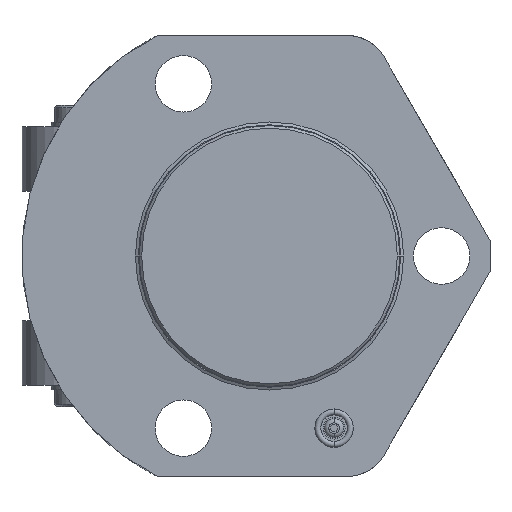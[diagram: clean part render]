
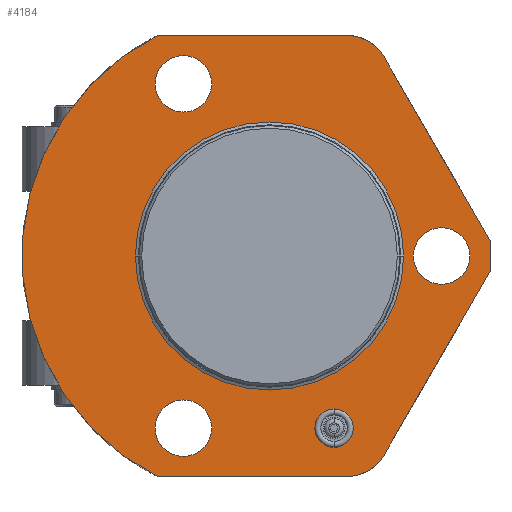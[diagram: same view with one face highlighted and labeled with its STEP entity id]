
A CAD part, front view. The second image highlights one B-rep face of the part: STEP entity #4184.
In plain terms, the highlighted planar face has unit normal (0, -1, 0).
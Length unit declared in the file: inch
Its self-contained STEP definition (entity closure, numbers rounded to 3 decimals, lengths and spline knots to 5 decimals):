
#486=CARTESIAN_POINT('',(0.,0.,0.));
#487=DIRECTION('',(0.,-1.,0.));
#488=DIRECTION('',(-0.453,0.,0.891));
#489=AXIS2_PLACEMENT_3D('',#486,#487,#488);
#750=CARTESIAN_POINT('',(0.,0.,0.));
#751=DIRECTION('',(0.,1.,0.));
#752=DIRECTION('',(1.,0.,0.));
#753=AXIS2_PLACEMENT_3D('',#750,#751,#752);
#755=CARTESIAN_POINT('',(0.,0.,0.));
#756=DIRECTION('',(0.,1.,0.));
#757=DIRECTION('',(-1.,0.,0.));
#758=AXIS2_PLACEMENT_3D('',#755,#756,#757);
#760=CARTESIAN_POINT('',(2.,0.,0.));
#761=DIRECTION('',(0.,-1.,0.));
#762=DIRECTION('',(1.,0.,0.));
#763=AXIS2_PLACEMENT_3D('',#760,#761,#762);
#765=CARTESIAN_POINT('',(2.,0.,0.));
#766=DIRECTION('',(0.,-1.,0.));
#767=DIRECTION('',(-1.,0.,0.));
#768=AXIS2_PLACEMENT_3D('',#765,#766,#767);
#770=CARTESIAN_POINT('',(-1.,0.,2.));
#771=DIRECTION('',(0.,-1.,0.));
#772=DIRECTION('',(1.,0.,0.));
#773=AXIS2_PLACEMENT_3D('',#770,#771,#772);
#775=CARTESIAN_POINT('',(-1.,0.,2.));
#776=DIRECTION('',(0.,-1.,0.));
#777=DIRECTION('',(-1.,0.,0.));
#778=AXIS2_PLACEMENT_3D('',#775,#776,#777);
#780=CARTESIAN_POINT('',(-1.,0.,-2.));
#781=DIRECTION('',(0.,-1.,0.));
#782=DIRECTION('',(1.,0.,0.));
#783=AXIS2_PLACEMENT_3D('',#780,#781,#782);
#785=CARTESIAN_POINT('',(-1.,0.,-2.));
#786=DIRECTION('',(0.,-1.,0.));
#787=DIRECTION('',(-1.,0.,0.));
#788=AXIS2_PLACEMENT_3D('',#785,#786,#787);
#790=CARTESIAN_POINT('',(0.75,0.,-2.));
#791=DIRECTION('',(0.,-1.,0.));
#792=DIRECTION('',(-1.,0.,0.));
#793=AXIS2_PLACEMENT_3D('',#790,#791,#792);
#795=CARTESIAN_POINT('',(0.75,0.,-2.));
#796=DIRECTION('',(0.,-1.,0.));
#797=DIRECTION('',(1.,0.,0.));
#798=AXIS2_PLACEMENT_3D('',#795,#796,#797);
#800=DIRECTION('',(-0.5,0.,0.866));
#801=VECTOR('',#800,2.46132);
#802=CARTESIAN_POINT('',(2.562,0.,0.18093));
#803=LINE('',#802,#801);
#804=DIRECTION('',(0.,0.,1.));
#805=VECTOR('',#804,0.36186);
#806=CARTESIAN_POINT('',(2.562,0.,-0.18093));
#807=LINE('',#806,#805);
#808=DIRECTION('',(0.5,0.,0.866));
#809=VECTOR('',#808,2.46132);
#810=CARTESIAN_POINT('',(1.33134,0.,-2.3125));
#811=LINE('',#810,#809);
#812=DIRECTION('',(1.,0.,0.));
#813=VECTOR('',#812,2.20187);
#814=CARTESIAN_POINT('',(-1.30354,0.,-2.5625));
#815=LINE('',#814,#813);
#816=DIRECTION('',(1.,0.,0.));
#817=VECTOR('',#816,2.20187);
#818=CARTESIAN_POINT('',(-1.30354,0.,2.5625));
#819=LINE('',#818,#817);
#1183=CARTESIAN_POINT('',(0.89832,0.,-2.0625));
#1184=DIRECTION('',(0.,-1.,0.));
#1185=DIRECTION('',(0.,0.,-1.));
#1186=AXIS2_PLACEMENT_3D('',#1183,#1184,#1185);
#1340=CARTESIAN_POINT('',(0.89832,0.,2.0625));
#1341=DIRECTION('',(0.,-1.,0.));
#1342=DIRECTION('',(0.866,0.,0.5));
#1343=AXIS2_PLACEMENT_3D('',#1340,#1341,#1342);
#2567=CARTESIAN_POINT('',(-1.30354,0.,2.5625));
#2568=CARTESIAN_POINT('',(-1.30354,0.,-2.5625));
#2569=VERTEX_POINT('',#2567);
#2570=VERTEX_POINT('',#2568);
#2571=CARTESIAN_POINT('',(2.562,0.,-0.18093));
#2572=CARTESIAN_POINT('',(2.562,0.,0.18093));
#2573=VERTEX_POINT('',#2571);
#2574=VERTEX_POINT('',#2572);
#2575=CARTESIAN_POINT('',(2.328,0.,0.));
#2576=CARTESIAN_POINT('',(1.672,0.,0.));
#2577=VERTEX_POINT('',#2575);
#2578=VERTEX_POINT('',#2576);
#2591=CARTESIAN_POINT('',(-0.672,0.,-2.));
#2592=CARTESIAN_POINT('',(-1.328,0.,-2.));
#2593=VERTEX_POINT('',#2591);
#2594=VERTEX_POINT('',#2592);
#2599=CARTESIAN_POINT('',(-0.672,0.,2.));
#2600=CARTESIAN_POINT('',(-1.328,0.,2.));
#2601=VERTEX_POINT('',#2599);
#2602=VERTEX_POINT('',#2600);
#2647=CARTESIAN_POINT('',(0.52675,0.,-2.));
#2648=CARTESIAN_POINT('',(0.97325,0.,-2.));
#2649=VERTEX_POINT('',#2647);
#2650=VERTEX_POINT('',#2648);
#2651=CARTESIAN_POINT('',(0.89832,0.,2.5625));
#2653=VERTEX_POINT('',#2651);
#2656=CARTESIAN_POINT('',(1.33134,0.,2.3125));
#2657=VERTEX_POINT('',#2656);
#2658=CARTESIAN_POINT('',(1.33134,0.,-2.3125));
#2660=VERTEX_POINT('',#2658);
#2663=CARTESIAN_POINT('',(0.89832,0.,-2.5625));
#2664=VERTEX_POINT('',#2663);
#2669=CARTESIAN_POINT('',(1.515,0.,0.));
#2670=CARTESIAN_POINT('',(-1.515,0.,0.));
#2671=VERTEX_POINT('',#2669);
#2672=VERTEX_POINT('',#2670);
#4134=CARTESIAN_POINT('',(0.,0.,0.));
#4135=DIRECTION('',(0.,-1.,0.));
#4136=DIRECTION('',(1.,0.,0.));
#4137=AXIS2_PLACEMENT_3D('',#4134,#4135,#4136);
#4138=PLANE('',#4137);
#4140=ORIENTED_EDGE('',*,*,#4139,.F.);
#4142=ORIENTED_EDGE('',*,*,#4141,.F.);
#4144=ORIENTED_EDGE('',*,*,#4143,.F.);
#4146=ORIENTED_EDGE('',*,*,#4145,.F.);
#4148=ORIENTED_EDGE('',*,*,#4147,.F.);
#4150=ORIENTED_EDGE('',*,*,#4149,.F.);
#4151=ORIENTED_EDGE('',*,*,#3815,.F.);
#4153=ORIENTED_EDGE('',*,*,#4152,.T.);
#4154=EDGE_LOOP('',(#4140,#4142,#4144,#4146,#4148,#4150,#4151,#4153));
#4155=FACE_OUTER_BOUND('',#4154,.F.);
#4157=ORIENTED_EDGE('',*,*,#4156,.T.);
#4159=ORIENTED_EDGE('',*,*,#4158,.T.);
#4160=EDGE_LOOP('',(#4157,#4159));
#4161=FACE_BOUND('',#4160,.F.);
#4162=ORIENTED_EDGE('',*,*,#4116,.T.);
#4163=ORIENTED_EDGE('',*,*,#4127,.T.);
#4164=EDGE_LOOP('',(#4162,#4163));
#4165=FACE_BOUND('',#4164,.F.);
#4167=ORIENTED_EDGE('',*,*,#4166,.T.);
#4169=ORIENTED_EDGE('',*,*,#4168,.T.);
#4170=EDGE_LOOP('',(#4167,#4169));
#4171=FACE_BOUND('',#4170,.F.);
#4173=ORIENTED_EDGE('',*,*,#4172,.T.);
#4175=ORIENTED_EDGE('',*,*,#4174,.T.);
#4176=EDGE_LOOP('',(#4173,#4175));
#4177=FACE_BOUND('',#4176,.F.);
#4179=ORIENTED_EDGE('',*,*,#4178,.F.);
#4181=ORIENTED_EDGE('',*,*,#4180,.F.);
#4182=EDGE_LOOP('',(#4179,#4181));
#4183=FACE_BOUND('',#4182,.F.);
#490=CIRCLE('',#489,2.875);
#754=CIRCLE('',#753,1.515);
#759=CIRCLE('',#758,1.515);
#764=CIRCLE('',#763,0.328);
#769=CIRCLE('',#768,0.328);
#774=CIRCLE('',#773,0.328);
#779=CIRCLE('',#778,0.328);
#784=CIRCLE('',#783,0.328);
#789=CIRCLE('',#788,0.328);
#794=CIRCLE('',#793,0.22325);
#799=CIRCLE('',#798,0.22325);
#1187=CIRCLE('',#1186,0.5);
#1344=CIRCLE('',#1343,0.5);
#3815=EDGE_CURVE('',#2569,#2570,#490,.T.);
#4116=EDGE_CURVE('',#2601,#2602,#774,.T.);
#4127=EDGE_CURVE('',#2602,#2601,#779,.T.);
#4139=EDGE_CURVE('',#2657,#2653,#1344,.T.);
#4141=EDGE_CURVE('',#2574,#2657,#803,.T.);
#4143=EDGE_CURVE('',#2573,#2574,#807,.T.);
#4145=EDGE_CURVE('',#2660,#2573,#811,.T.);
#4147=EDGE_CURVE('',#2664,#2660,#1187,.T.);
#4149=EDGE_CURVE('',#2570,#2664,#815,.T.);
#4152=EDGE_CURVE('',#2569,#2653,#819,.T.);
#4156=EDGE_CURVE('',#2577,#2578,#764,.T.);
#4158=EDGE_CURVE('',#2578,#2577,#769,.T.);
#4166=EDGE_CURVE('',#2593,#2594,#784,.T.);
#4168=EDGE_CURVE('',#2594,#2593,#789,.T.);
#4172=EDGE_CURVE('',#2649,#2650,#794,.T.);
#4174=EDGE_CURVE('',#2650,#2649,#799,.T.);
#4178=EDGE_CURVE('',#2671,#2672,#754,.T.);
#4180=EDGE_CURVE('',#2672,#2671,#759,.T.);
#4184=ADVANCED_FACE('',(#4155,#4161,#4165,#4171,#4177,#4183),#4138,.T.);
